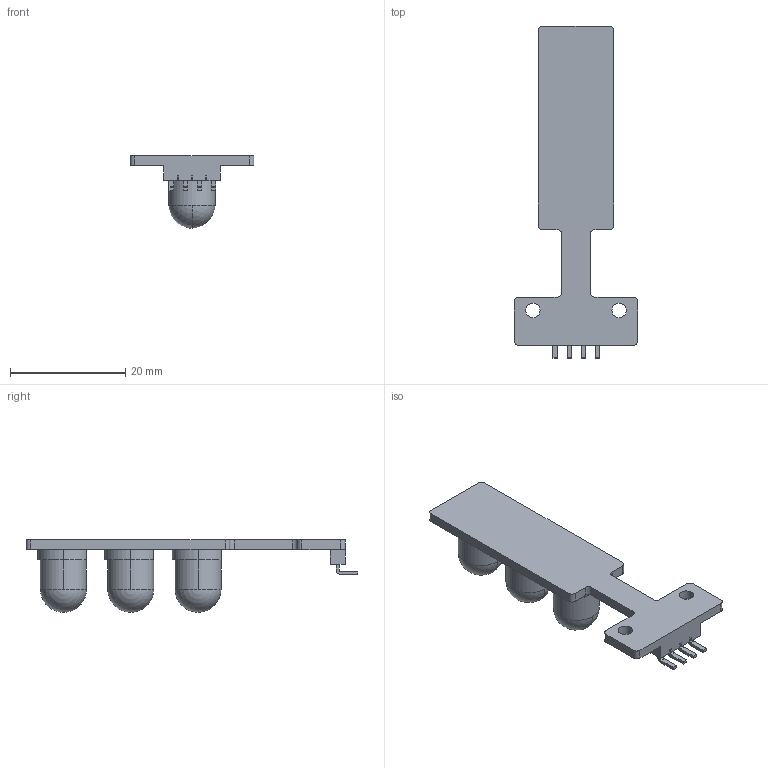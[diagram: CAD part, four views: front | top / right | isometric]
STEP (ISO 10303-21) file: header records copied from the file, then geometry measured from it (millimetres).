
FILE_DESCRIPTION (( 'STEP AP214' ), '1' );
FILE_NAME ('PT10210 MINI TRAFFIC LIGHT 5V LED DISPLAY MODULE.STEP', '2021-12-31T15:24:50', ( '' ), ( '' ), 'SwSTEP 2.0', 'SolidWorks 2021', '' );
FILE_SCHEMA (( 'AUTOMOTIVE_DESIGN' ));
Length unit declared in the file: millimetre
Products named in the file (1): PT10210 MINI TRAFFIC LIGHT 5V LED DISPLAY MODULE
Bounding box: 21.5 x 57.7 x 12.6 mm (x, y, z)
Volume: 2761.3 mm3; surface area: 2885.9 mm2
Topology: 4 solids, 4 shells, 112 faces, 306 edges, 200 vertices
Faces by surface type: plane 67, cylinder 39, sphere 6
Entity records: 3982 total; most frequent: DIRECTION 619, CARTESIAN_POINT 613, ORIENTED_EDGE 600, EDGE_CURVE 300, VECTOR 207, LINE 207, AXIS2_PLACEMENT_3D 206, VERTEX_POINT 200
